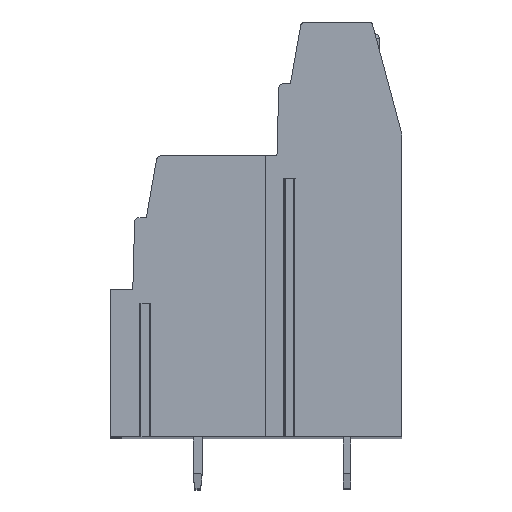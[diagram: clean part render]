
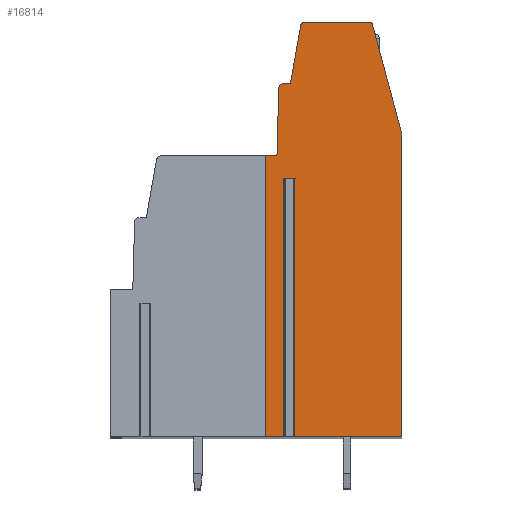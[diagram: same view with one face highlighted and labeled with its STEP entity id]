
A CAD part, top view. The second image highlights one B-rep face of the part: STEP entity #16814.
In plain terms, the highlighted planar face has unit normal (0, 0, 1).
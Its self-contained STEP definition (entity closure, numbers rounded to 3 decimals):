
#13=DIRECTION('',(-1.,0.,0.));
#14=VECTOR('',#13,0.743);
#15=CARTESIAN_POINT('',(1.908,2.65,63.5));
#16=LINE('',#15,#14);
#17=DIRECTION('',(0.,-1.,0.));
#18=VECTOR('',#17,17.55);
#19=CARTESIAN_POINT('',(1.165,2.65,63.5));
#20=LINE('',#19,#18);
#21=DIRECTION('',(1.,0.,0.));
#22=VECTOR('',#21,1.228);
#23=CARTESIAN_POINT('',(-0.063,-14.9,63.5));
#24=LINE('',#23,#22);
#25=DIRECTION('',(-1.,0.,0.));
#26=VECTOR('',#25,0.75);
#27=CARTESIAN_POINT('',(0.687,4.2,63.5));
#28=LINE('',#27,#26);
#29=DIRECTION('',(-0.026,-1.,0.));
#30=VECTOR('',#29,4.609);
#31=CARTESIAN_POINT('',(0.808,8.808,63.5));
#32=LINE('',#31,#30);
#33=CARTESIAN_POINT('',(1.108,8.8,63.5));
#34=DIRECTION('',(0.,0.,1.));
#35=DIRECTION('',(0.,1.,0.));
#36=AXIS2_PLACEMENT_3D('',#33,#34,#35);
#38=DIRECTION('',(-1.,0.,0.));
#39=VECTOR('',#38,0.497);
#40=CARTESIAN_POINT('',(1.605,9.1,63.5));
#41=LINE('',#40,#39);
#42=DIRECTION('',(-0.174,-0.985,0.));
#43=VECTOR('',#42,4.013);
#44=CARTESIAN_POINT('',(2.301,13.052,63.5));
#45=LINE('',#44,#43);
#46=CARTESIAN_POINT('',(2.597,13.,63.5));
#47=DIRECTION('',(0.,0.,1.));
#48=DIRECTION('',(0.,1.,0.));
#49=AXIS2_PLACEMENT_3D('',#46,#47,#48);
#51=DIRECTION('',(-1.,0.,0.));
#52=VECTOR('',#51,4.31);
#53=CARTESIAN_POINT('',(6.907,13.3,63.5));
#54=LINE('',#53,#52);
#55=CARTESIAN_POINT('',(6.907,13.,63.5));
#56=DIRECTION('',(0.,0.,1.));
#57=DIRECTION('',(0.966,0.259,0.));
#58=AXIS2_PLACEMENT_3D('',#55,#56,#57);
#60=CARTESIAN_POINT('',(8.187,5.518,63.5));
#61=DIRECTION('',(0.,0.,1.));
#62=DIRECTION('',(1.,0.,0.));
#63=AXIS2_PLACEMENT_3D('',#60,#61,#62);
#65=DIRECTION('',(0.,1.,0.));
#66=VECTOR('',#65,20.418);
#67=CARTESIAN_POINT('',(9.187,-14.9,63.5));
#68=LINE('',#67,#66);
#69=DIRECTION('',(1.,0.,0.));
#70=VECTOR('',#69,7.279);
#71=CARTESIAN_POINT('',(1.908,-14.9,63.5));
#72=LINE('',#71,#70);
#73=DIRECTION('',(0.,-1.,0.));
#74=VECTOR('',#73,17.55);
#75=CARTESIAN_POINT('',(1.908,2.65,63.5));
#76=LINE('',#75,#74);
#2699=DIRECTION('',(-0.259,0.966,0.));
#2700=VECTOR('',#2699,7.558);
#2701=CARTESIAN_POINT('',(9.153,5.777,63.5));
#2702=LINE('',#2701,#2700);
#7008=DIRECTION('',(0.,-1.,0.));
#7009=VECTOR('',#7008,19.1);
#7010=CARTESIAN_POINT('',(-0.063,4.2,63.5));
#7011=LINE('',#7010,#7009);
#13218=CARTESIAN_POINT('',(9.187,-14.9,63.5));
#13219=CARTESIAN_POINT('',(9.187,5.518,63.5));
#13220=VERTEX_POINT('',#13218);
#13221=VERTEX_POINT('',#13219);
#13222=CARTESIAN_POINT('',(9.153,5.777,63.5));
#13223=VERTEX_POINT('',#13222);
#13224=CARTESIAN_POINT('',(7.197,13.078,63.5));
#13225=CARTESIAN_POINT('',(6.907,13.3,63.5));
#13226=VERTEX_POINT('',#13224);
#13227=VERTEX_POINT('',#13225);
#13228=CARTESIAN_POINT('',(2.597,13.3,63.5));
#13229=VERTEX_POINT('',#13228);
#13230=CARTESIAN_POINT('',(2.301,13.052,63.5));
#13231=VERTEX_POINT('',#13230);
#13232=CARTESIAN_POINT('',(1.605,9.1,63.5));
#13233=VERTEX_POINT('',#13232);
#13234=CARTESIAN_POINT('',(1.108,9.1,63.5));
#13235=VERTEX_POINT('',#13234);
#13236=CARTESIAN_POINT('',(0.808,8.808,63.5));
#13237=VERTEX_POINT('',#13236);
#13238=CARTESIAN_POINT('',(0.687,4.2,63.5));
#13239=VERTEX_POINT('',#13238);
#13282=CARTESIAN_POINT('',(-0.063,-14.9,63.5));
#13284=VERTEX_POINT('',#13282);
#13290=CARTESIAN_POINT('',(-0.063,4.2,63.5));
#13291=VERTEX_POINT('',#13290);
#13366=CARTESIAN_POINT('',(1.908,2.65,63.5));
#13367=CARTESIAN_POINT('',(1.165,2.65,63.5));
#13368=VERTEX_POINT('',#13366);
#13369=VERTEX_POINT('',#13367);
#13370=CARTESIAN_POINT('',(1.908,-14.9,63.5));
#13371=VERTEX_POINT('',#13370);
#13372=CARTESIAN_POINT('',(1.165,-14.9,63.5));
#13373=VERTEX_POINT('',#13372);
#16773=CARTESIAN_POINT('',(0.,0.,63.5));
#16774=DIRECTION('',(0.,0.,1.));
#16775=DIRECTION('',(1.,0.,0.));
#16776=AXIS2_PLACEMENT_3D('',#16773,#16774,#16775);
#16777=PLANE('',#16776);
#16779=ORIENTED_EDGE('',*,*,#16778,.T.);
#16781=ORIENTED_EDGE('',*,*,#16780,.T.);
#16783=ORIENTED_EDGE('',*,*,#16782,.F.);
#16785=ORIENTED_EDGE('',*,*,#16784,.F.);
#16787=ORIENTED_EDGE('',*,*,#16786,.F.);
#16789=ORIENTED_EDGE('',*,*,#16788,.F.);
#16791=ORIENTED_EDGE('',*,*,#16790,.F.);
#16793=ORIENTED_EDGE('',*,*,#16792,.F.);
#16795=ORIENTED_EDGE('',*,*,#16794,.F.);
#16797=ORIENTED_EDGE('',*,*,#16796,.F.);
#16799=ORIENTED_EDGE('',*,*,#16798,.F.);
#16801=ORIENTED_EDGE('',*,*,#16800,.F.);
#16803=ORIENTED_EDGE('',*,*,#16802,.F.);
#16805=ORIENTED_EDGE('',*,*,#16804,.F.);
#16807=ORIENTED_EDGE('',*,*,#16806,.F.);
#16809=ORIENTED_EDGE('',*,*,#16808,.F.);
#16811=ORIENTED_EDGE('',*,*,#16810,.F.);
#16812=EDGE_LOOP('',(#16779,#16781,#16783,#16785,#16787,#16789,#16791,#16793,
#16795,#16797,#16799,#16801,#16803,#16805,#16807,#16809,#16811));
#16813=FACE_OUTER_BOUND('',#16812,.F.);
#37=CIRCLE('',#36,0.3);
#50=CIRCLE('',#49,0.3);
#59=CIRCLE('',#58,0.3);
#64=CIRCLE('',#63,1.);
#16778=EDGE_CURVE('',#13368,#13369,#16,.T.);
#16780=EDGE_CURVE('',#13369,#13373,#20,.T.);
#16782=EDGE_CURVE('',#13284,#13373,#24,.T.);
#16784=EDGE_CURVE('',#13291,#13284,#7011,.T.);
#16786=EDGE_CURVE('',#13239,#13291,#28,.T.);
#16788=EDGE_CURVE('',#13237,#13239,#32,.T.);
#16790=EDGE_CURVE('',#13235,#13237,#37,.T.);
#16792=EDGE_CURVE('',#13233,#13235,#41,.T.);
#16794=EDGE_CURVE('',#13231,#13233,#45,.T.);
#16796=EDGE_CURVE('',#13229,#13231,#50,.T.);
#16798=EDGE_CURVE('',#13227,#13229,#54,.T.);
#16800=EDGE_CURVE('',#13226,#13227,#59,.T.);
#16802=EDGE_CURVE('',#13223,#13226,#2702,.T.);
#16804=EDGE_CURVE('',#13221,#13223,#64,.T.);
#16806=EDGE_CURVE('',#13220,#13221,#68,.T.);
#16808=EDGE_CURVE('',#13371,#13220,#72,.T.);
#16810=EDGE_CURVE('',#13368,#13371,#76,.T.);
#16814=ADVANCED_FACE('',(#16813),#16777,.T.);
